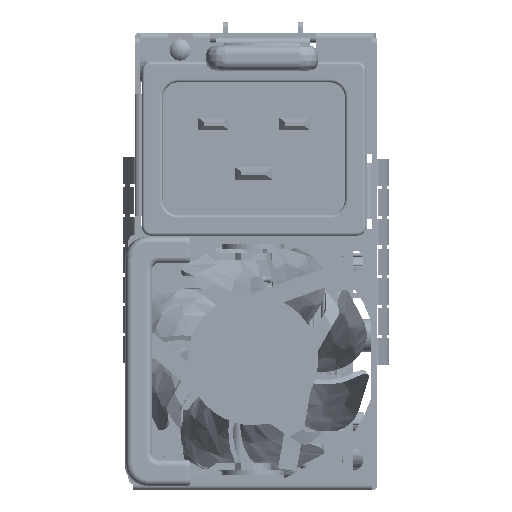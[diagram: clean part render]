
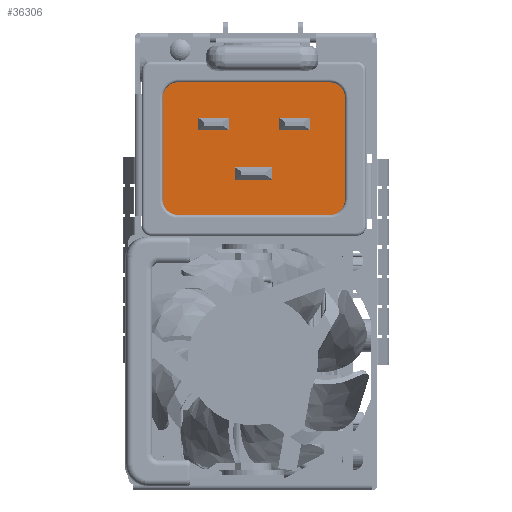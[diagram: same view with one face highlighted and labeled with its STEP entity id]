
A CAD part, left-side view. The second image highlights one B-rep face of the part: STEP entity #36306.
In plain terms, the highlighted face is planar.
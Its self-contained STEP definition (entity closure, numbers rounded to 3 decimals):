
#31651=CARTESIAN_POINT('',(-12.15,-15.55,-8.15));
#31652=DIRECTION('',(0.,-1.,0.));
#31653=DIRECTION('',(-1.,0.,0.));
#31654=AXIS2_PLACEMENT_3D('',#31651,#31652,#31653);
#31656=DIRECTION('',(1.,0.,0.));
#31657=VECTOR('',#31656,24.3);
#31658=CARTESIAN_POINT('',(-12.15,-15.55,-10.65));
#31659=LINE('',#31658,#31657);
#31660=CARTESIAN_POINT('',(12.15,-15.55,-8.15));
#31661=DIRECTION('',(0.,-1.,0.));
#31662=DIRECTION('',(0.,0.,-1.));
#31663=AXIS2_PLACEMENT_3D('',#31660,#31661,#31662);
#31665=DIRECTION('',(0.,0.,1.));
#31666=VECTOR('',#31665,16.3);
#31667=CARTESIAN_POINT('',(14.65,-15.55,-8.15));
#31668=LINE('',#31667,#31666);
#31669=CARTESIAN_POINT('',(12.15,-15.55,8.15));
#31670=DIRECTION('',(0.,-1.,0.));
#31671=DIRECTION('',(1.,0.,0.));
#31672=AXIS2_PLACEMENT_3D('',#31669,#31670,#31671);
#31674=DIRECTION('',(-1.,0.,0.));
#31675=VECTOR('',#31674,24.3);
#31676=CARTESIAN_POINT('',(12.15,-15.55,10.65));
#31677=LINE('',#31676,#31675);
#31678=CARTESIAN_POINT('',(-12.15,-15.55,8.15));
#31679=DIRECTION('',(0.,-1.,0.));
#31680=DIRECTION('',(0.,0.,1.));
#31681=AXIS2_PLACEMENT_3D('',#31678,#31679,#31680);
#31683=DIRECTION('',(0.,0.,-1.));
#31684=VECTOR('',#31683,16.3);
#31685=CARTESIAN_POINT('',(-14.65,-15.55,8.15));
#31686=LINE('',#31685,#31684);
#31687=DIRECTION('',(-1.,0.,0.));
#31688=VECTOR('',#31687,6.);
#31689=CARTESIAN_POINT('',(3.,-15.55,-3.));
#31690=LINE('',#31689,#31688);
#31691=DIRECTION('',(0.,0.,-1.));
#31692=VECTOR('',#31691,2.);
#31693=CARTESIAN_POINT('',(-3.,-15.55,-3.));
#31694=LINE('',#31693,#31692);
#31707=DIRECTION('',(1.,0.,0.));
#31708=VECTOR('',#31707,6.);
#31709=CARTESIAN_POINT('',(-3.,-15.55,-5.));
#31710=LINE('',#31709,#31708);
#31719=DIRECTION('',(0.,0.,1.));
#31720=VECTOR('',#31719,2.);
#31721=CARTESIAN_POINT('',(3.,-15.55,-5.));
#31722=LINE('',#31721,#31720);
#31767=DIRECTION('',(-1.,0.,0.));
#31768=VECTOR('',#31767,5.);
#31769=CARTESIAN_POINT('',(-4.,-15.55,5.));
#31770=LINE('',#31769,#31768);
#31771=DIRECTION('',(0.,0.,-1.));
#31772=VECTOR('',#31771,2.);
#31773=CARTESIAN_POINT('',(-9.,-15.55,5.));
#31774=LINE('',#31773,#31772);
#31787=DIRECTION('',(1.,0.,0.));
#31788=VECTOR('',#31787,5.);
#31789=CARTESIAN_POINT('',(-9.,-15.55,3.));
#31790=LINE('',#31789,#31788);
#31799=DIRECTION('',(0.,0.,1.));
#31800=VECTOR('',#31799,2.);
#31801=CARTESIAN_POINT('',(-4.,-15.55,3.));
#31802=LINE('',#31801,#31800);
#31847=DIRECTION('',(-1.,0.,0.));
#31848=VECTOR('',#31847,5.);
#31849=CARTESIAN_POINT('',(9.,-15.55,5.));
#31850=LINE('',#31849,#31848);
#31851=DIRECTION('',(0.,0.,-1.));
#31852=VECTOR('',#31851,2.);
#31853=CARTESIAN_POINT('',(4.,-15.55,5.));
#31854=LINE('',#31853,#31852);
#31867=DIRECTION('',(1.,0.,0.));
#31868=VECTOR('',#31867,5.);
#31869=CARTESIAN_POINT('',(4.,-15.55,3.));
#31870=LINE('',#31869,#31868);
#31879=DIRECTION('',(0.,0.,1.));
#31880=VECTOR('',#31879,2.);
#31881=CARTESIAN_POINT('',(9.,-15.55,3.));
#31882=LINE('',#31881,#31880);
#34717=CARTESIAN_POINT('',(-12.15,-15.55,10.65));
#34718=VERTEX_POINT('',#34717);
#34719=CARTESIAN_POINT('',(12.15,-15.55,10.65));
#34720=VERTEX_POINT('',#34719);
#34745=CARTESIAN_POINT('',(-14.65,-15.55,8.15));
#34746=VERTEX_POINT('',#34745);
#34747=CARTESIAN_POINT('',(-14.65,-15.55,-8.15));
#34748=VERTEX_POINT('',#34747);
#34749=CARTESIAN_POINT('',(-12.15,-15.55,-10.65));
#34750=VERTEX_POINT('',#34749);
#34751=CARTESIAN_POINT('',(12.15,-15.55,-10.65));
#34752=VERTEX_POINT('',#34751);
#34777=CARTESIAN_POINT('',(14.65,-15.55,-8.15));
#34778=VERTEX_POINT('',#34777);
#34779=CARTESIAN_POINT('',(14.65,-15.55,8.15));
#34780=VERTEX_POINT('',#34779);
#34781=CARTESIAN_POINT('',(3.,-15.55,-3.));
#34782=CARTESIAN_POINT('',(-3.,-15.55,-3.));
#34783=VERTEX_POINT('',#34781);
#34784=VERTEX_POINT('',#34782);
#34785=CARTESIAN_POINT('',(3.,-15.55,-5.));
#34786=VERTEX_POINT('',#34785);
#34787=CARTESIAN_POINT('',(-3.,-15.55,-5.));
#34788=VERTEX_POINT('',#34787);
#34789=CARTESIAN_POINT('',(-4.,-15.55,5.));
#34790=CARTESIAN_POINT('',(-9.,-15.55,5.));
#34791=VERTEX_POINT('',#34789);
#34792=VERTEX_POINT('',#34790);
#34793=CARTESIAN_POINT('',(-4.,-15.55,3.));
#34794=VERTEX_POINT('',#34793);
#34795=CARTESIAN_POINT('',(-9.,-15.55,3.));
#34796=VERTEX_POINT('',#34795);
#34797=CARTESIAN_POINT('',(9.,-15.55,5.));
#34798=CARTESIAN_POINT('',(4.,-15.55,5.));
#34799=VERTEX_POINT('',#34797);
#34800=VERTEX_POINT('',#34798);
#34801=CARTESIAN_POINT('',(9.,-15.55,3.));
#34802=VERTEX_POINT('',#34801);
#34803=CARTESIAN_POINT('',(4.,-15.55,3.));
#34804=VERTEX_POINT('',#34803);
#36261=CARTESIAN_POINT('',(0.,-15.55,0.));
#36262=DIRECTION('',(0.,1.,0.));
#36263=DIRECTION('',(1.,0.,0.));
#36264=AXIS2_PLACEMENT_3D('',#36261,#36262,#36263);
#36265=PLANE('',#36264);
#36266=ORIENTED_EDGE('',*,*,#36166,.T.);
#36267=ORIENTED_EDGE('',*,*,#36180,.T.);
#36268=ORIENTED_EDGE('',*,*,#36228,.T.);
#36269=ORIENTED_EDGE('',*,*,#36242,.T.);
#36270=ORIENTED_EDGE('',*,*,#36255,.T.);
#36271=ORIENTED_EDGE('',*,*,#36089,.T.);
#36272=ORIENTED_EDGE('',*,*,#36138,.T.);
#36273=ORIENTED_EDGE('',*,*,#36152,.T.);
#36274=EDGE_LOOP('',(#36266,#36267,#36268,#36269,#36270,#36271,#36272,#36273));
#36275=FACE_OUTER_BOUND('',#36274,.F.);
#36277=ORIENTED_EDGE('',*,*,#36276,.F.);
#36279=ORIENTED_EDGE('',*,*,#36278,.F.);
#36281=ORIENTED_EDGE('',*,*,#36280,.F.);
#36283=ORIENTED_EDGE('',*,*,#36282,.F.);
#36284=EDGE_LOOP('',(#36277,#36279,#36281,#36283));
#36285=FACE_BOUND('',#36284,.F.);
#36287=ORIENTED_EDGE('',*,*,#36286,.F.);
#36289=ORIENTED_EDGE('',*,*,#36288,.F.);
#36291=ORIENTED_EDGE('',*,*,#36290,.F.);
#36293=ORIENTED_EDGE('',*,*,#36292,.F.);
#36294=EDGE_LOOP('',(#36287,#36289,#36291,#36293));
#36295=FACE_BOUND('',#36294,.F.);
#36297=ORIENTED_EDGE('',*,*,#36296,.F.);
#36299=ORIENTED_EDGE('',*,*,#36298,.F.);
#36301=ORIENTED_EDGE('',*,*,#36300,.F.);
#36303=ORIENTED_EDGE('',*,*,#36302,.F.);
#36304=EDGE_LOOP('',(#36297,#36299,#36301,#36303));
#36305=FACE_BOUND('',#36304,.F.);
#36306=ADVANCED_FACE('',(#36275,#36285,#36295,#36305),#36265,.T.);
#31655=CIRCLE('',#31654,2.5);
#31664=CIRCLE('',#31663,2.5);
#31673=CIRCLE('',#31672,2.5);
#31682=CIRCLE('',#31681,2.5);
#36089=EDGE_CURVE('',#34720,#34718,#31677,.T.);
#36138=EDGE_CURVE('',#34718,#34746,#31682,.T.);
#36152=EDGE_CURVE('',#34746,#34748,#31686,.T.);
#36166=EDGE_CURVE('',#34748,#34750,#31655,.T.);
#36180=EDGE_CURVE('',#34750,#34752,#31659,.T.);
#36228=EDGE_CURVE('',#34752,#34778,#31664,.T.);
#36242=EDGE_CURVE('',#34778,#34780,#31668,.T.);
#36255=EDGE_CURVE('',#34780,#34720,#31673,.T.);
#36276=EDGE_CURVE('',#34783,#34784,#31690,.T.);
#36278=EDGE_CURVE('',#34786,#34783,#31722,.T.);
#36280=EDGE_CURVE('',#34788,#34786,#31710,.T.);
#36282=EDGE_CURVE('',#34784,#34788,#31694,.T.);
#36286=EDGE_CURVE('',#34791,#34792,#31770,.T.);
#36288=EDGE_CURVE('',#34794,#34791,#31802,.T.);
#36290=EDGE_CURVE('',#34796,#34794,#31790,.T.);
#36292=EDGE_CURVE('',#34792,#34796,#31774,.T.);
#36296=EDGE_CURVE('',#34799,#34800,#31850,.T.);
#36298=EDGE_CURVE('',#34802,#34799,#31882,.T.);
#36300=EDGE_CURVE('',#34804,#34802,#31870,.T.);
#36302=EDGE_CURVE('',#34800,#34804,#31854,.T.);
